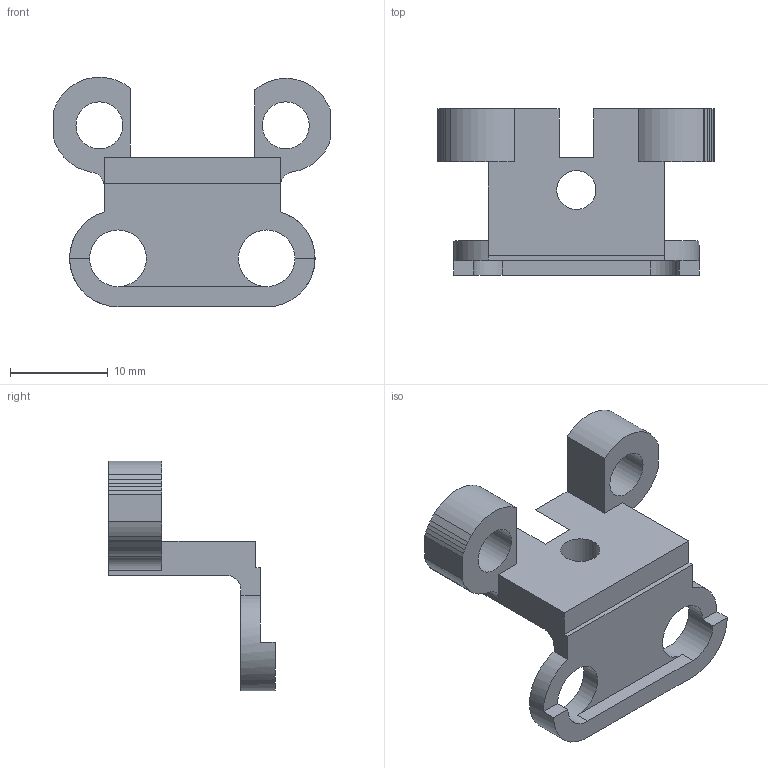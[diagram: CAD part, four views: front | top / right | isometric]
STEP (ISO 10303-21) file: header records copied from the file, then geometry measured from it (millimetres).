
FILE_DESCRIPTION(/* description */ (''),/* implementation_level */ '2;1');
FILE_NAME(/* name */ 'Tap Holder.step',/* time_stamp */ '2024-09-23T16:56:07-04:00',/* author */ (''),/* organization */ (''),/* preprocessor_version */ 'ST-DEVELOPER v20',/* originating_system */ 'Autodesk Translation Framework v13.14.0.145',/* authorisation */ '');
FILE_SCHEMA (('AUTOMOTIVE_DESIGN { 1 0 10303 214 3 1 1 }'));
Length unit declared in the file: millimetre
Products named in the file (1): tap holder (2)
Bounding box: 28.32 x 17 x 23.47 mm (x, y, z)
Volume: 1775.3 mm3; surface area: 1987.3 mm2
Topology: 1 solids, 1 shells, 52 faces, 155 edges, 103 vertices
Faces by surface type: plane 37, cylinder 15
Full cylindrical faces by diameter (mm): 4 x1, 4.8 x2, 5.8 x2
Entity records: 1799 total; most frequent: CARTESIAN_POINT 311, ORIENTED_EDGE 310, DIRECTION 296, EDGE_CURVE 155, LINE 120, VECTOR 120, VERTEX_POINT 103, AXIS2_PLACEMENT_3D 88
